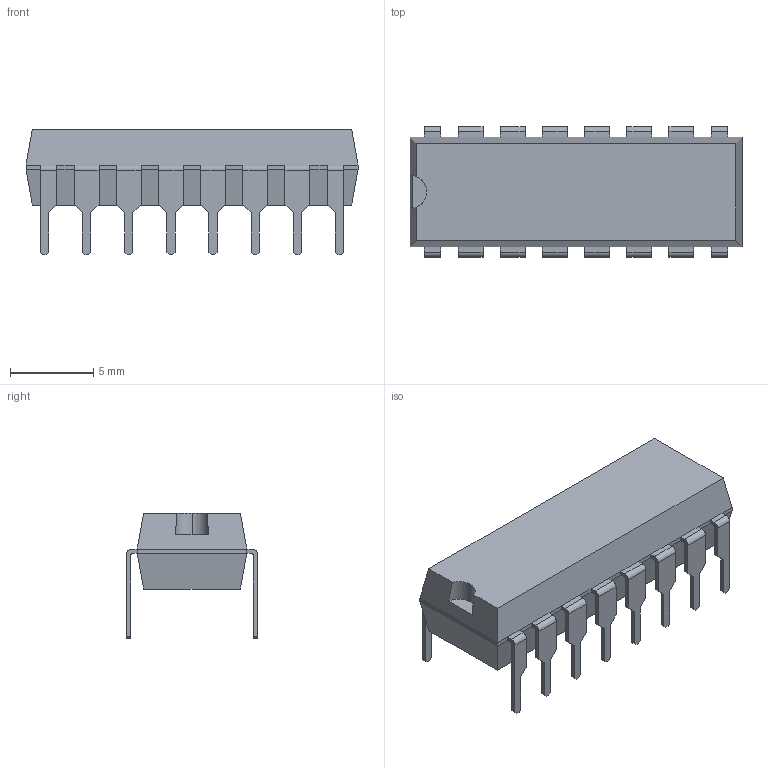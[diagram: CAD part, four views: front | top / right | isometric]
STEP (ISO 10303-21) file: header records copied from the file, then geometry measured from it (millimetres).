
FILE_DESCRIPTION (( 'STEP AP214' ), '1' );
FILE_NAME ('D41A3FAD-3EAB-418F-BF64-B3B86AF94D0D.STEP', '2008-07-30T14:02:51', ( 'Solidworks' ), ( 'Solidworks' ), 'SwSTEP 2.0', 'SolidWorks 2008', '' );
FILE_SCHEMA (( 'AUTOMOTIVE_DESIGN' ));
Length unit declared in the file: millimetre
Products named in the file (1): D41A3FAD-3EAB-418F-BF64-B3B86AF94D0D
Bounding box: 20 x 7.87 x 7.57 mm (x, y, z)
Volume: 580.6 mm3; surface area: 681.3 mm2
Topology: 1 solids, 1 shells, 265 faces, 717 edges, 454 vertices
Faces by surface type: plane 231, cylinder 34
Entity records: 8509 total; most frequent: CARTESIAN_POINT 1443, ORIENTED_EDGE 1434, DIRECTION 1315, EDGE_CURVE 717, VECTOR 647, LINE 647, VERTEX_POINT 454, AXIS2_PLACEMENT_3D 334
